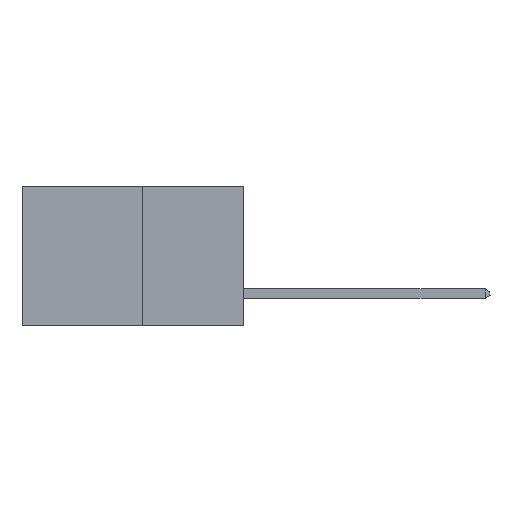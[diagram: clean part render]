
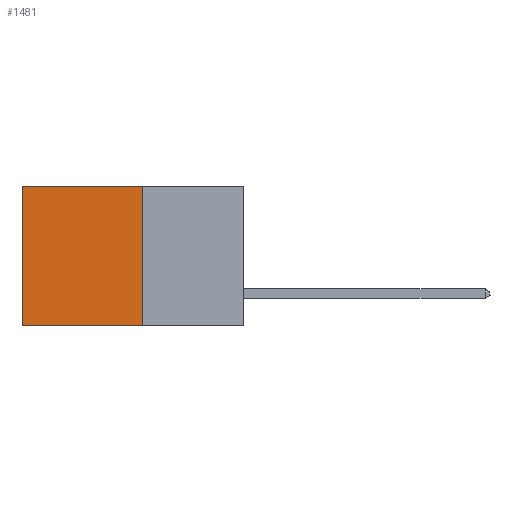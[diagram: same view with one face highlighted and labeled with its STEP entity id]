
A CAD part, left-side view. The second image highlights one B-rep face of the part: STEP entity #1481.
In plain terms, the highlighted planar face has unit normal (-1, 0, 0).
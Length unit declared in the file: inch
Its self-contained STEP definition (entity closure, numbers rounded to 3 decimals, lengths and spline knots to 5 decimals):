
#741 = CARTESIAN_POINT ( 'NONE',  ( 0.277, 0.27, -0.37 ) ) ;
#890 = CARTESIAN_POINT ( 'NONE',  ( 0.277, 0.27, 0. ) ) ;
#921 = DIRECTION ( 'NONE',  ( 0., 1., 0. ) ) ;
#1020 = VERTEX_POINT ( 'NONE', #12355 ) ;
#1099 = DIRECTION ( 'NONE',  ( 0., 0., -1. ) ) ;
#1148 = ORIENTED_EDGE ( 'NONE', *, *, #2331, .F. ) ;
#1196 = EDGE_CURVE ( 'NONE', #7999, #9666, #12756, .T. ) ;
#1481 = ADVANCED_FACE ( 'NONE', ( #11914 ), #9439, .F. ) ;
#2124 = EDGE_CURVE ( 'NONE', #8123, #9666, #4107, .T. ) ;
#2331 = EDGE_CURVE ( 'NONE', #1020, #7999, #8395, .T. ) ;
#2550 = ORIENTED_EDGE ( 'NONE', *, *, #3854, .T. ) ;
#3531 = CARTESIAN_POINT ( 'NONE',  ( 0.277, 0.27, -0.37 ) ) ;
#3854 = EDGE_CURVE ( 'NONE', #1020, #8123, #7016, .T. ) ;
#4107 = LINE ( 'NONE', #5486, #6574 ) ;
#5361 = VECTOR ( 'NONE', #5562, 39.37008 ) ;
#5486 = CARTESIAN_POINT ( 'NONE',  ( 0.277, 0.59, -0.37 ) ) ;
#5562 = DIRECTION ( 'NONE',  ( 0., 1., 0. ) ) ;
#5632 = ORIENTED_EDGE ( 'NONE', *, *, #2124, .T. ) ;
#5965 = ORIENTED_EDGE ( 'NONE', *, *, #1196, .F. ) ;
#6551 = DIRECTION ( 'NONE',  ( 0., 0., -1. ) ) ;
#6574 = VECTOR ( 'NONE', #6551, 39.37008 ) ;
#7006 = AXIS2_PLACEMENT_3D ( 'NONE', #7951, #11516, #7992 ) ;
#7016 = LINE ( 'NONE', #890, #11597 ) ;
#7951 = CARTESIAN_POINT ( 'NONE',  ( 0.277, 0.27, -0.37 ) ) ;
#7992 = DIRECTION ( 'NONE',  ( 0., 0., -1. ) ) ;
#7999 = VERTEX_POINT ( 'NONE', #9907 ) ;
#8123 = VERTEX_POINT ( 'NONE', #9156 ) ;
#8395 = LINE ( 'NONE', #741, #12891 ) ;
#9156 = CARTESIAN_POINT ( 'NONE',  ( 0.277, 0.59, 0. ) ) ;
#9439 = PLANE ( 'NONE',  #7006 ) ;
#9666 = VERTEX_POINT ( 'NONE', #11813 ) ;
#9907 = CARTESIAN_POINT ( 'NONE',  ( 0.277, 0.27, -0.37 ) ) ;
#11516 = DIRECTION ( 'NONE',  ( 1., 0., 0. ) ) ;
#11597 = VECTOR ( 'NONE', #921, 39.37008 ) ;
#11813 = CARTESIAN_POINT ( 'NONE',  ( 0.277, 0.59, -0.37 ) ) ;
#11914 = FACE_OUTER_BOUND ( 'NONE', #12008, .T. ) ;
#12008 = EDGE_LOOP ( 'NONE', ( #5632, #5965, #1148, #2550 ) ) ;
#12355 = CARTESIAN_POINT ( 'NONE',  ( 0.277, 0.27, 0. ) ) ;
#12756 = LINE ( 'NONE', #3531, #5361 ) ;
#12891 = VECTOR ( 'NONE', #1099, 39.37008 ) ;
